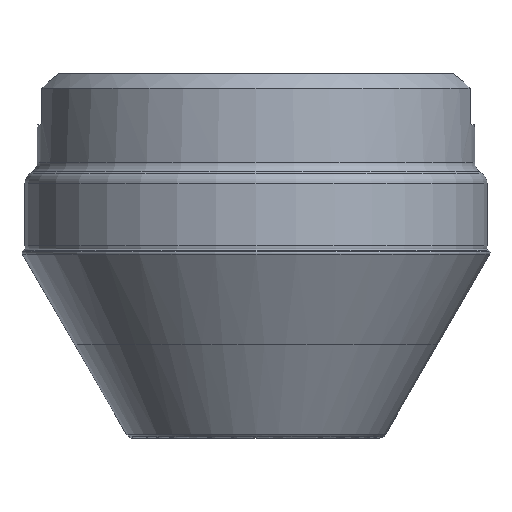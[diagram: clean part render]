
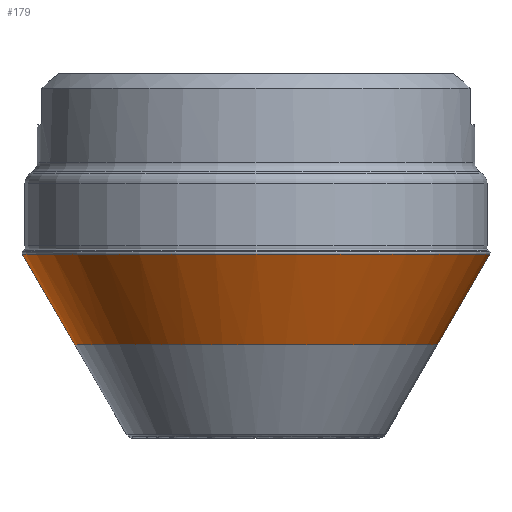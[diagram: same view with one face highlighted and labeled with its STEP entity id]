
A CAD part, left-side view. The second image highlights one B-rep face of the part: STEP entity #179.
In plain terms, the highlighted face is a revolution surface.
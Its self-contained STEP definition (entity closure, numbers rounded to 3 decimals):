
#179=ADVANCED_FACE('',(#363,#364),#248,.T.);
#248=SURFACE_OF_REVOLUTION('',#298,#273);
#273=AXIS1_PLACEMENT('',#1537,#1151);
#298=B_SPLINE_CURVE_WITH_KNOTS('',5,(#1526,#1527,#1528,#1529,#1530,#1531,
#1532,#1533,#1534,#1535,#1536),.UNSPECIFIED.,.F.,.F.,(6,5,6),(0.,1.,
1.),.UNSPECIFIED.);
#334=(
BOUNDED_CURVE()
B_SPLINE_CURVE(3,(#1518,#1519,#1520,#1521,#1522,#1523,#1524),
 .UNSPECIFIED.,.T.,.F.)
B_SPLINE_CURVE_WITH_KNOTS((1,3,3,3,1),(-0.5,0.,0.5,1.,1.5),
 .UNSPECIFIED.)
CURVE()
GEOMETRIC_REPRESENTATION_ITEM()
RATIONAL_B_SPLINE_CURVE((1.,0.333,0.333,1.,0.333,
0.333,1.))
REPRESENTATION_ITEM('')
);
#363=FACE_BOUND('',#463,.T.);
#364=FACE_BOUND('',#464,.T.);
#463=EDGE_LOOP('',(#583));
#464=EDGE_LOOP('',(#584));
#583=ORIENTED_EDGE('',*,*,#866,.T.);
#584=ORIENTED_EDGE('',*,*,#865,.F.);
#780=VERTEX_POINT('',#1510);
#781=VERTEX_POINT('',#1525);
#865=EDGE_CURVE('',#780,#780,#967,.T.);
#866=EDGE_CURVE('',#781,#781,#334,.T.);
#967=CIRCLE('',#1024,32.021);
#1024=AXIS2_PLACEMENT_3D('',#1509,#1148,#1149);
#1148=DIRECTION('',(0.,0.,1.));
#1149=DIRECTION('',(-1.,0.,0.));
#1151=DIRECTION('',(0.,0.,-1.));
#1509=CARTESIAN_POINT('',(0.,0.,-24.762));
#1510=CARTESIAN_POINT('',(-32.021,0.,-24.762));
#1518=CARTESIAN_POINT('',(24.87,0.,-37.147));
#1519=CARTESIAN_POINT('',(24.87,49.739,-37.147));
#1520=CARTESIAN_POINT('',(-24.87,49.739,-37.147));
#1521=CARTESIAN_POINT('',(-24.87,0.,-37.147));
#1522=CARTESIAN_POINT('',(-24.87,-49.739,-37.147));
#1523=CARTESIAN_POINT('',(24.87,-49.739,-37.147));
#1524=CARTESIAN_POINT('',(24.87,0.,-37.147));
#1525=CARTESIAN_POINT('',(24.871,0.,-37.148));
#1526=CARTESIAN_POINT('',(32.021,0.,-24.762));
#1527=CARTESIAN_POINT('',(30.589,0.,-27.238));
#1528=CARTESIAN_POINT('',(29.157,0.,-29.714));
#1529=CARTESIAN_POINT('',(27.726,0.,-32.191));
#1530=CARTESIAN_POINT('',(26.297,0.,-34.669));
#1531=CARTESIAN_POINT('',(24.87,0.,-37.147));
#1532=CARTESIAN_POINT('',(24.869,0.,-37.147));
#1533=CARTESIAN_POINT('',(24.869,0.,-37.148));
#1534=CARTESIAN_POINT('',(24.869,0.,-37.148));
#1535=CARTESIAN_POINT('',(24.869,0.,-37.148));
#1536=CARTESIAN_POINT('',(24.869,0.,-37.148));
#1537=CARTESIAN_POINT('',(0.,0.,0.));
